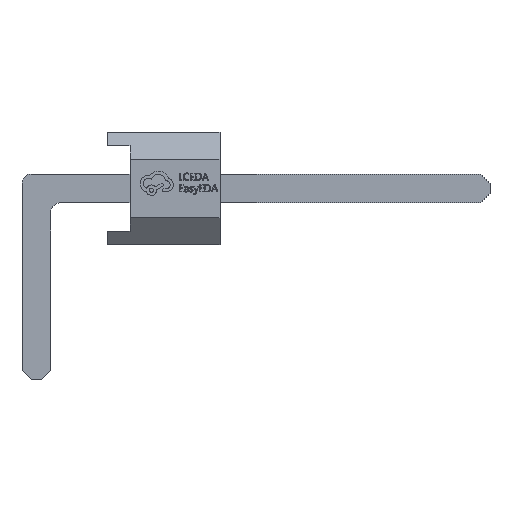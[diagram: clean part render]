
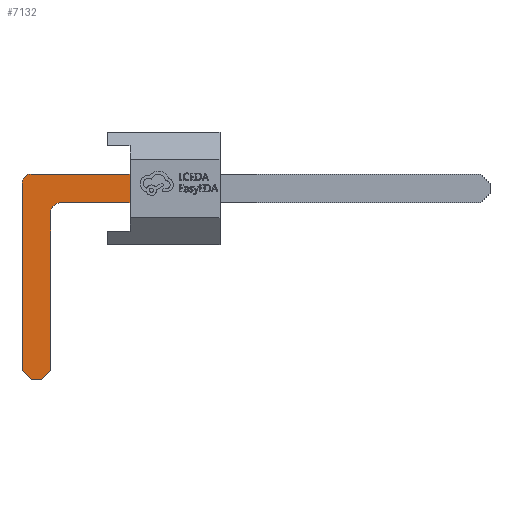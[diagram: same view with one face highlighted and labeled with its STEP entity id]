
A CAD part, left-side view. The second image highlights one B-rep face of the part: STEP entity #7132.
In plain terms, the highlighted planar face has unit normal (-1, 0, 0).
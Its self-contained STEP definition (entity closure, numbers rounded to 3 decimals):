
#61 = VECTOR ( 'NONE', #6957, 1000. ) ;
#867 = CARTESIAN_POINT ( 'NONE',  ( -2.86, 0.75, 0.3 ) ) ;
#1224 = AXIS2_PLACEMENT_3D ( 'NONE', #7634, #16748, #5294 ) ;
#1493 = DIRECTION ( 'NONE',  ( -1., 0., 0. ) ) ;
#1671 = EDGE_CURVE ( 'NONE', #14268, #13525, #5692, .T. ) ;
#1748 = FACE_OUTER_BOUND ( 'NONE', #15313, .T. ) ;
#1911 = DIRECTION ( 'NONE',  ( 0., -0.707, -0.707 ) ) ;
#1924 = CARTESIAN_POINT ( 'NONE',  ( -2.86, 2.71, -3. ) ) ;
#2069 = EDGE_CURVE ( 'NONE', #16057, #14268, #6787, .T. ) ;
#2204 = ORIENTED_EDGE ( 'NONE', *, *, #6868, .T. ) ;
#2268 = EDGE_CURVE ( 'NONE', #15339, #12110, #6366, .T. ) ;
#2375 = EDGE_CURVE ( 'NONE', #12110, #12598, #7064, .T. ) ;
#2835 = ORIENTED_EDGE ( 'NONE', *, *, #2268, .T. ) ;
#3895 = DIRECTION ( 'NONE',  ( 0., -1., 0. ) ) ;
#4073 = VERTEX_POINT ( 'NONE', #13459 ) ;
#4081 = EDGE_CURVE ( 'NONE', #10649, #13310, #14998, .T. ) ;
#4380 = ORIENTED_EDGE ( 'NONE', *, *, #8694, .T. ) ;
#4939 = LINE ( 'NONE', #14417, #4977 ) ;
#4977 = VECTOR ( 'NONE', #16816, 1000. ) ;
#5003 = VECTOR ( 'NONE', #16181, 1000. ) ;
#5294 = DIRECTION ( 'NONE',  ( 0., 0., -1. ) ) ;
#5389 = CARTESIAN_POINT ( 'NONE',  ( -2.86, 2.51, -2.8 ) ) ;
#5464 = LINE ( 'NONE', #10668, #11455 ) ;
#5692 = LINE ( 'NONE', #16020, #12072 ) ;
#5785 = VECTOR ( 'NONE', #1911, 1000. ) ;
#5823 = EDGE_CURVE ( 'NONE', #12598, #12891, #4939, .T. ) ;
#5836 = VECTOR ( 'NONE', #3895, 1000. ) ;
#6045 = ORIENTED_EDGE ( 'NONE', *, *, #2375, .T. ) ;
#6352 = DIRECTION ( 'NONE',  ( 0., -1., 0. ) ) ;
#6366 = LINE ( 'NONE', #15832, #5836 ) ;
#6603 = ORIENTED_EDGE ( 'NONE', *, *, #1671, .T. ) ;
#6663 = VECTOR ( 'NONE', #6352, 1000. ) ;
#6740 = DIRECTION ( 'NONE',  ( 0., 0., 1. ) ) ;
#6787 = LINE ( 'NONE', #8080, #61 ) ;
#6868 = EDGE_CURVE ( 'NONE', #13525, #15339, #13249, .T. ) ;
#6957 = DIRECTION ( 'NONE',  ( 0., -0.707, 0.707 ) ) ;
#7064 = LINE ( 'NONE', #867, #5003 ) ;
#7132 = ADVANCED_FACE ( 'NONE', ( #1748 ), #10570, .F. ) ;
#7491 = CARTESIAN_POINT ( 'NONE',  ( -2.86, 2.31, 0.93 ) ) ;
#7634 = CARTESIAN_POINT ( 'NONE',  ( -2.86, 2.31, 0.73 ) ) ;
#8020 = CARTESIAN_POINT ( 'NONE',  ( -2.86, 2.31, 0.73 ) ) ;
#8080 = CARTESIAN_POINT ( 'NONE',  ( -2.86, 2.71, -3. ) ) ;
#8508 = CARTESIAN_POINT ( 'NONE',  ( -2.86, 0.75, 1.57 ) ) ;
#8642 = AXIS2_PLACEMENT_3D ( 'NONE', #11906, #1493, #6740 ) ;
#8694 = EDGE_CURVE ( 'NONE', #13310, #16057, #8837, .T. ) ;
#8837 = LINE ( 'NONE', #14039, #6663 ) ;
#9187 = AXIS2_PLACEMENT_3D ( 'NONE', #8020, #15766, #9378 ) ;
#9378 = DIRECTION ( 'NONE',  ( 0., 0., -1. ) ) ;
#9385 = CARTESIAN_POINT ( 'NONE',  ( -2.86, 2.95, 1.57 ) ) ;
#9462 = CIRCLE ( 'NONE', #8642, 0.2 ) ;
#9754 = CARTESIAN_POINT ( 'NONE',  ( -2.86, 2.95, -3. ) ) ;
#10570 = PLANE ( 'NONE',  #9187 ) ;
#10583 = ORIENTED_EDGE ( 'NONE', *, *, #2069, .T. ) ;
#10649 = VERTEX_POINT ( 'NONE', #12239 ) ;
#10668 = CARTESIAN_POINT ( 'NONE',  ( -2.86, 3.15, 1.37 ) ) ;
#11375 = ORIENTED_EDGE ( 'NONE', *, *, #13581, .T. ) ;
#11385 = EDGE_CURVE ( 'NONE', #12891, #4073, #9462, .T. ) ;
#11455 = VECTOR ( 'NONE', #16621, 1000. ) ;
#11906 = CARTESIAN_POINT ( 'NONE',  ( -2.86, 2.95, 1.37 ) ) ;
#12010 = CARTESIAN_POINT ( 'NONE',  ( -2.86, 2.51, 0.73 ) ) ;
#12072 = VECTOR ( 'NONE', #16173, 1000. ) ;
#12110 = VERTEX_POINT ( 'NONE', #15529 ) ;
#12121 = ORIENTED_EDGE ( 'NONE', *, *, #5823, .T. ) ;
#12239 = CARTESIAN_POINT ( 'NONE',  ( -2.86, 3.15, -2.8 ) ) ;
#12598 = VERTEX_POINT ( 'NONE', #8508 ) ;
#12891 = VERTEX_POINT ( 'NONE', #9385 ) ;
#13249 = CIRCLE ( 'NONE', #1224, 0.2 ) ;
#13310 = VERTEX_POINT ( 'NONE', #9754 ) ;
#13459 = CARTESIAN_POINT ( 'NONE',  ( -2.86, 3.15, 1.37 ) ) ;
#13525 = VERTEX_POINT ( 'NONE', #12010 ) ;
#13581 = EDGE_CURVE ( 'NONE', #4073, #10649, #5464, .T. ) ;
#14039 = CARTESIAN_POINT ( 'NONE',  ( -2.86, 2.95, -3. ) ) ;
#14175 = ORIENTED_EDGE ( 'NONE', *, *, #11385, .T. ) ;
#14268 = VERTEX_POINT ( 'NONE', #5389 ) ;
#14417 = CARTESIAN_POINT ( 'NONE',  ( -2.86, -7.05, 1.57 ) ) ;
#14829 = CARTESIAN_POINT ( 'NONE',  ( -2.86, 3.15, -2.8 ) ) ;
#14998 = LINE ( 'NONE', #14829, #5785 ) ;
#15313 = EDGE_LOOP ( 'NONE', ( #2835, #6045, #12121, #14175, #11375, #16581, #4380, #10583, #6603, #2204 ) ) ;
#15339 = VERTEX_POINT ( 'NONE', #7491 ) ;
#15529 = CARTESIAN_POINT ( 'NONE',  ( -2.86, 0.75, 0.93 ) ) ;
#15766 = DIRECTION ( 'NONE',  ( 1., 0., 0. ) ) ;
#15832 = CARTESIAN_POINT ( 'NONE',  ( -2.86, 2.31, 0.93 ) ) ;
#16020 = CARTESIAN_POINT ( 'NONE',  ( -2.86, 2.51, -2.8 ) ) ;
#16057 = VERTEX_POINT ( 'NONE', #1924 ) ;
#16173 = DIRECTION ( 'NONE',  ( 0., 0., 1. ) ) ;
#16181 = DIRECTION ( 'NONE',  ( 0., 0., 1. ) ) ;
#16581 = ORIENTED_EDGE ( 'NONE', *, *, #4081, .T. ) ;
#16621 = DIRECTION ( 'NONE',  ( 0., 0., -1. ) ) ;
#16748 = DIRECTION ( 'NONE',  ( 1., 0., 0. ) ) ;
#16816 = DIRECTION ( 'NONE',  ( 0., 1., 0. ) ) ;
